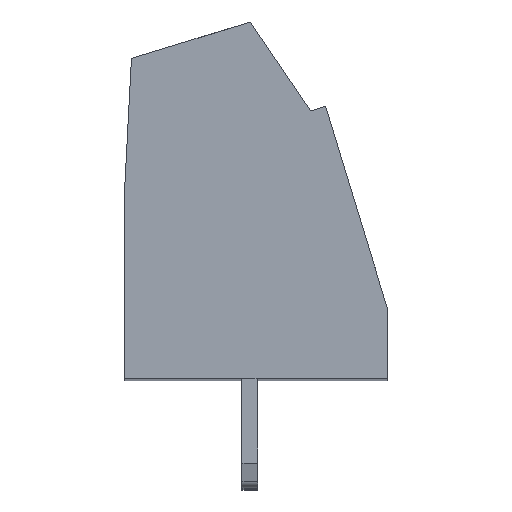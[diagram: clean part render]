
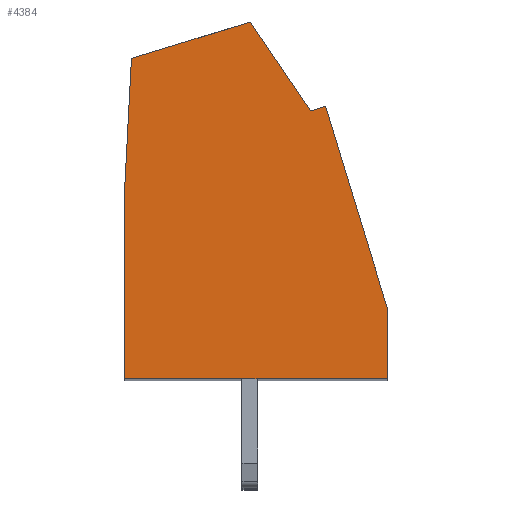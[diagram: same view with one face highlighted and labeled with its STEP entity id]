
A CAD part, top view. The second image highlights one B-rep face of the part: STEP entity #4384.
In plain terms, the highlighted planar face has unit normal (0, 0, 1).
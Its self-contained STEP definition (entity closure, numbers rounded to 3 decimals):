
#539=DIRECTION('',(-0.292,0.956,0.));
#540=VECTOR('',#539,6.75);
#541=CARTESIAN_POINT('',(4.2,-5.45,1.75));
#542=LINE('',#541,#540);
#543=DIRECTION('',(0.,1.,0.));
#544=VECTOR('',#543,2.25);
#545=CARTESIAN_POINT('',(4.2,-7.7,1.75));
#546=LINE('',#545,#544);
#547=DIRECTION('',(1.,0.,0.));
#548=VECTOR('',#547,8.4);
#549=CARTESIAN_POINT('',(-4.2,-7.7,1.75));
#550=LINE('',#549,#548);
#551=DIRECTION('',(0.,-1.,0.));
#552=VECTOR('',#551,6.071);
#553=CARTESIAN_POINT('',(-4.2,-1.629,1.75));
#554=LINE('',#553,#552);
#555=DIRECTION('',(-0.052,-0.999,0.));
#556=VECTOR('',#555,4.172);
#557=CARTESIAN_POINT('',(-3.982,2.537,1.75));
#558=LINE('',#557,#556);
#559=DIRECTION('',(-0.956,-0.292,0.));
#560=VECTOR('',#559,3.978);
#561=CARTESIAN_POINT('',(-0.177,3.7,1.75));
#562=LINE('',#561,#560);
#563=DIRECTION('',(-0.559,0.829,0.));
#564=VECTOR('',#563,3.43);
#565=CARTESIAN_POINT('',(1.741,0.857,1.75));
#566=LINE('',#565,#564);
#567=DIRECTION('',(-0.956,-0.292,0.));
#568=VECTOR('',#567,0.508);
#569=CARTESIAN_POINT('',(2.226,1.005,1.75));
#570=LINE('',#569,#568);
#3051=CARTESIAN_POINT('',(4.2,-5.45,1.75));
#3052=CARTESIAN_POINT('',(2.226,1.005,1.75));
#3053=VERTEX_POINT('',#3051);
#3054=VERTEX_POINT('',#3052);
#3055=CARTESIAN_POINT('',(1.741,0.857,1.75));
#3056=VERTEX_POINT('',#3055);
#3057=CARTESIAN_POINT('',(-0.177,3.7,1.75));
#3058=VERTEX_POINT('',#3057);
#3059=CARTESIAN_POINT('',(-3.982,2.537,1.75));
#3060=VERTEX_POINT('',#3059);
#3061=CARTESIAN_POINT('',(-4.2,-1.629,1.75));
#3062=VERTEX_POINT('',#3061);
#3063=CARTESIAN_POINT('',(-4.2,-7.7,1.75));
#3064=VERTEX_POINT('',#3063);
#3065=CARTESIAN_POINT('',(4.2,-7.7,1.75));
#3066=VERTEX_POINT('',#3065);
#4369=CARTESIAN_POINT('',(0.,0.,1.75));
#4370=DIRECTION('',(0.,0.,1.));
#4371=DIRECTION('',(1.,0.,0.));
#4372=AXIS2_PLACEMENT_3D('',#4369,#4370,#4371);
#4373=PLANE('',#4372);
#4374=ORIENTED_EDGE('',*,*,#3979,.F.);
#4375=ORIENTED_EDGE('',*,*,#4104,.F.);
#4376=ORIENTED_EDGE('',*,*,#4118,.F.);
#4377=ORIENTED_EDGE('',*,*,#4242,.F.);
#4378=ORIENTED_EDGE('',*,*,#4256,.F.);
#4379=ORIENTED_EDGE('',*,*,#4270,.F.);
#4380=ORIENTED_EDGE('',*,*,#4350,.F.);
#4381=ORIENTED_EDGE('',*,*,#4363,.F.);
#4382=EDGE_LOOP('',(#4374,#4375,#4376,#4377,#4378,#4379,#4380,#4381));
#4383=FACE_OUTER_BOUND('',#4382,.F.);
#3979=EDGE_CURVE('',#3053,#3054,#542,.T.);
#4104=EDGE_CURVE('',#3066,#3053,#546,.T.);
#4118=EDGE_CURVE('',#3064,#3066,#550,.T.);
#4242=EDGE_CURVE('',#3062,#3064,#554,.T.);
#4256=EDGE_CURVE('',#3060,#3062,#558,.T.);
#4270=EDGE_CURVE('',#3058,#3060,#562,.T.);
#4350=EDGE_CURVE('',#3056,#3058,#566,.T.);
#4363=EDGE_CURVE('',#3054,#3056,#570,.T.);
#4384=ADVANCED_FACE('',(#4383),#4373,.T.);
